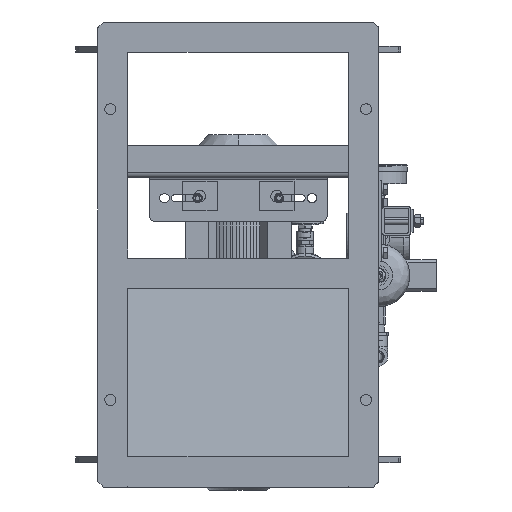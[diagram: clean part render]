
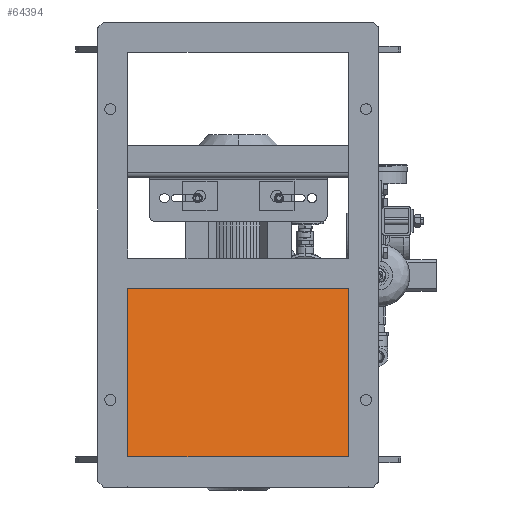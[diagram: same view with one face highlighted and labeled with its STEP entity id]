
A CAD part, front view. The second image highlights one B-rep face of the part: STEP entity #64394.
In plain terms, the highlighted planar face has unit normal (0, -0.982, 0.187).
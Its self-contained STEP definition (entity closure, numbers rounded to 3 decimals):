
#2840 = ORIENTED_EDGE ( 'NONE', *, *, #77050, .T. ) ;
#7152 = EDGE_CURVE ( 'NONE', #108654, #51282, #89994, .T. ) ;
#7899 = VECTOR ( 'NONE', #20288, 1000. ) ;
#13091 = CARTESIAN_POINT ( 'NONE',  ( 190., -228.965, 192. ) ) ;
#19340 = CARTESIAN_POINT ( 'NONE',  ( 190., -283.965, -97.437 ) ) ;
#20288 = DIRECTION ( 'NONE',  ( -1., 0., 0. ) ) ;
#21683 = ORIENTED_EDGE ( 'NONE', *, *, #7152, .F. ) ;
#25607 = EDGE_LOOP ( 'NONE', ( #50175, #2840, #73939, #21683 ) ) ;
#30264 = VECTOR ( 'NONE', #83484, 1000. ) ;
#32419 = VERTEX_POINT ( 'NONE', #73813 ) ;
#35802 = CARTESIAN_POINT ( 'NONE',  ( -190., -228.965, 192. ) ) ;
#50175 = ORIENTED_EDGE ( 'NONE', *, *, #107064, .T. ) ;
#51282 = VERTEX_POINT ( 'NONE', #100244 ) ;
#51887 = CARTESIAN_POINT ( 'NONE',  ( 190., -283.965, -97.437 ) ) ;
#57386 = CARTESIAN_POINT ( 'NONE',  ( 190., -283.965, -97.437 ) ) ;
#58193 = LINE ( 'NONE', #68897, #78244 ) ;
#59471 = EDGE_CURVE ( 'NONE', #51282, #32419, #107533, .T. ) ;
#64394 = ADVANCED_FACE ( 'NONE', ( #72798 ), #84389, .F. ) ;
#64543 = VERTEX_POINT ( 'NONE', #35802 ) ;
#66570 = DIRECTION ( 'NONE',  ( 0., -0.187, -0.982 ) ) ;
#68897 = CARTESIAN_POINT ( 'NONE',  ( -190., -283.965, -97.437 ) ) ;
#71502 = CARTESIAN_POINT ( 'NONE',  ( 190., -228.965, 192. ) ) ;
#71591 = AXIS2_PLACEMENT_3D ( 'NONE', #51887, #77673, #84749 ) ;
#72798 = FACE_OUTER_BOUND ( 'NONE', #25607, .T. ) ;
#73813 = CARTESIAN_POINT ( 'NONE',  ( -190., -283.965, -97.437 ) ) ;
#73939 = ORIENTED_EDGE ( 'NONE', *, *, #59471, .F. ) ;
#76044 = DIRECTION ( 'NONE',  ( 0., -0.187, -0.982 ) ) ;
#77050 = EDGE_CURVE ( 'NONE', #64543, #32419, #58193, .T. ) ;
#77673 = DIRECTION ( 'NONE',  ( 0., 0.982, -0.187 ) ) ;
#78244 = VECTOR ( 'NONE', #76044, 1000. ) ;
#81962 = VECTOR ( 'NONE', #66570, 1000. ) ;
#83484 = DIRECTION ( 'NONE',  ( -1., 0., 0. ) ) ;
#84389 = PLANE ( 'NONE',  #71591 ) ;
#84749 = DIRECTION ( 'NONE',  ( 0., 0.187, 0.982 ) ) ;
#89994 = LINE ( 'NONE', #19340, #81962 ) ;
#100244 = CARTESIAN_POINT ( 'NONE',  ( 190., -283.965, -97.437 ) ) ;
#106693 = LINE ( 'NONE', #71502, #7899 ) ;
#107064 = EDGE_CURVE ( 'NONE', #108654, #64543, #106693, .T. ) ;
#107533 = LINE ( 'NONE', #57386, #30264 ) ;
#108654 = VERTEX_POINT ( 'NONE', #13091 ) ;
